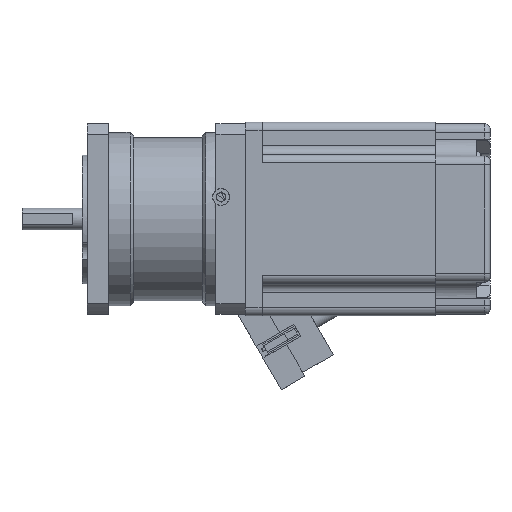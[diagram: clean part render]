
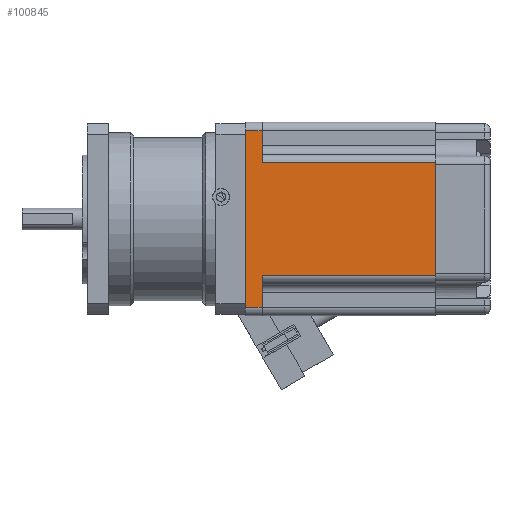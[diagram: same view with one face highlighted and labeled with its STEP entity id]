
A CAD part, front view. The second image highlights one B-rep face of the part: STEP entity #100845.
In plain terms, the highlighted planar face has unit normal (0, -1, 0).
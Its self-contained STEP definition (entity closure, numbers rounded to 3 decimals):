
#86 = EDGE_CURVE ( 'NONE', #107631, #107477, #28679, .T. ) ;
#117 = EDGE_CURVE ( 'NONE', #107625, #107477, #28720, .T. ) ;
#133 = EDGE_CURVE ( 'NONE', #107566, #107639, #28750, .T. ) ;
#135 = EDGE_CURVE ( 'NONE', #107631, #107639, #28754, .T. ) ;
#136 = EDGE_CURVE ( 'NONE', #107665, #107623, #28758, .T. ) ;
#138 = EDGE_CURVE ( 'NONE', #107665, #107558, #28762, .T. ) ;
#25411 = EDGE_CURVE ( 'NONE', #107558, #107566, #65312, .T. ) ;
#25441 = EDGE_CURVE ( 'NONE', #107625, #107623, #65358, .T. ) ;
#28679 = LINE ( 'NONE', #124362, #28686 ) ;
#28686 = VECTOR ( 'NONE', #124346, 1000. ) ;
#28720 = LINE ( 'NONE', #124525, #28726 ) ;
#28726 = VECTOR ( 'NONE', #124529, 1000. ) ;
#28750 = LINE ( 'NONE', #124587, #28756 ) ;
#28754 = LINE ( 'NONE', #124594, #28760 ) ;
#28756 = VECTOR ( 'NONE', #124592, 1000. ) ;
#28758 = LINE ( 'NONE', #124602, #28764 ) ;
#28760 = VECTOR ( 'NONE', #124599, 1000. ) ;
#28762 = LINE ( 'NONE', #124610, #28768 ) ;
#28764 = VECTOR ( 'NONE', #124607, 1000. ) ;
#28768 = VECTOR ( 'NONE', #124614, 1000. ) ;
#65312 = LINE ( 'NONE', #92702, #65314 ) ;
#65314 = VECTOR ( 'NONE', #92703, 1000. ) ;
#65358 = LINE ( 'NONE', #92816, #65359 ) ;
#65359 = VECTOR ( 'NONE', #92826, 1000. ) ;
#69284 = CARTESIAN_POINT ( 'NONE',  ( 26., -28.5, 56. ) ) ;
#69456 = CARTESIAN_POINT ( 'NONE',  ( -16.5, -28.5, 0. ) ) ;
#69472 = CARTESIAN_POINT ( 'NONE',  ( 16.5, -28.5, 0. ) ) ;
#69591 = CARTESIAN_POINT ( 'NONE',  ( -26., -28.5, 51. ) ) ;
#69597 = CARTESIAN_POINT ( 'NONE',  ( -26., -28.5, 56. ) ) ;
#69605 = CARTESIAN_POINT ( 'NONE',  ( 26., -28.5, 51. ) ) ;
#69625 = CARTESIAN_POINT ( 'NONE',  ( 16.5, -28.5, 51. ) ) ;
#69678 = CARTESIAN_POINT ( 'NONE',  ( -16.5, -28.5, 51. ) ) ;
#88102 = EDGE_LOOP ( 'NONE', ( #103755, #103758, #103761, #103764, #103767, #103770, #103772, #103775 ) ) ;
#89051 = FACE_OUTER_BOUND ( 'NONE', #88102, .T. ) ;
#90638 = AXIS2_PLACEMENT_3D ( 'NONE', #94306, #94307, #94308 ) ;
#92702 = CARTESIAN_POINT ( 'NONE',  ( -28.5, -28.5, 0. ) ) ;
#92703 = DIRECTION ( 'NONE',  ( 1., 0., 0. ) ) ;
#92816 = CARTESIAN_POINT ( 'NONE',  ( -26., -28.5, 56. ) ) ;
#92826 = DIRECTION ( 'NONE',  ( 0., 0., -1. ) ) ;
#94302 = PLANE ( 'NONE',  #90638 ) ;
#94306 = CARTESIAN_POINT ( 'NONE',  ( -28.5, -28.5, 56. ) ) ;
#94307 = DIRECTION ( 'NONE',  ( 0., 1., 0. ) ) ;
#94308 = DIRECTION ( 'NONE',  ( 0., 0., 1. ) ) ;
#100845 = ADVANCED_FACE ( 'NONE', ( #89051 ), #94302, .F. ) ;
#103755 = ORIENTED_EDGE ( 'NONE', *, *, #25411, .T. ) ;
#103758 = ORIENTED_EDGE ( 'NONE', *, *, #133, .T. ) ;
#103761 = ORIENTED_EDGE ( 'NONE', *, *, #135, .F. ) ;
#103764 = ORIENTED_EDGE ( 'NONE', *, *, #86, .T. ) ;
#103767 = ORIENTED_EDGE ( 'NONE', *, *, #117, .F. ) ;
#103770 = ORIENTED_EDGE ( 'NONE', *, *, #25441, .T. ) ;
#103772 = ORIENTED_EDGE ( 'NONE', *, *, #136, .F. ) ;
#103775 = ORIENTED_EDGE ( 'NONE', *, *, #138, .T. ) ;
#107477 = VERTEX_POINT ( 'NONE', #69284 ) ;
#107558 = VERTEX_POINT ( 'NONE', #69456 ) ;
#107566 = VERTEX_POINT ( 'NONE', #69472 ) ;
#107623 = VERTEX_POINT ( 'NONE', #69591 ) ;
#107625 = VERTEX_POINT ( 'NONE', #69597 ) ;
#107631 = VERTEX_POINT ( 'NONE', #69605 ) ;
#107639 = VERTEX_POINT ( 'NONE', #69625 ) ;
#107665 = VERTEX_POINT ( 'NONE', #69678 ) ;
#124346 = DIRECTION ( 'NONE',  ( 0., 0., 1. ) ) ;
#124362 = CARTESIAN_POINT ( 'NONE',  ( 26., -28.5, 56. ) ) ;
#124525 = CARTESIAN_POINT ( 'NONE',  ( -28.5, -28.5, 56. ) ) ;
#124529 = DIRECTION ( 'NONE',  ( 1., 0., 0. ) ) ;
#124587 = CARTESIAN_POINT ( 'NONE',  ( 16.5, -28.5, 56. ) ) ;
#124592 = DIRECTION ( 'NONE',  ( 0., 0., 1. ) ) ;
#124594 = CARTESIAN_POINT ( 'NONE',  ( 26., -28.5, 51. ) ) ;
#124599 = DIRECTION ( 'NONE',  ( -1., 0., 0. ) ) ;
#124602 = CARTESIAN_POINT ( 'NONE',  ( -19., -28.5, 51. ) ) ;
#124607 = DIRECTION ( 'NONE',  ( -1., 0., 0. ) ) ;
#124610 = CARTESIAN_POINT ( 'NONE',  ( -16.5, -28.5, 56. ) ) ;
#124614 = DIRECTION ( 'NONE',  ( 0., 0., -1. ) ) ;
